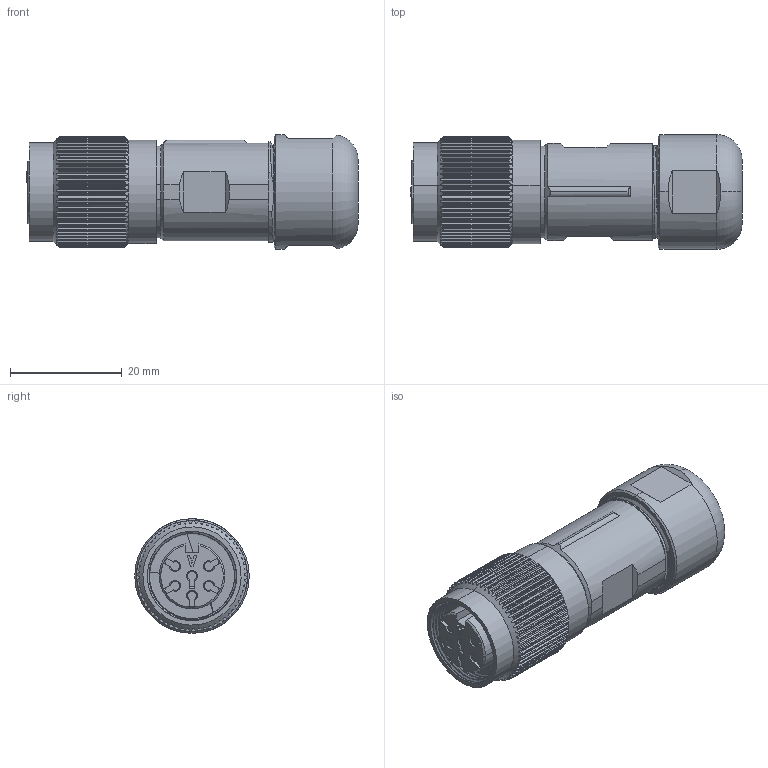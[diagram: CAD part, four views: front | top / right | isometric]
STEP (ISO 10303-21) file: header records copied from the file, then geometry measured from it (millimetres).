
FILE_DESCRIPTION(('HOOPS Exchange Step'),'2;1');
FILE_NAME('export-67C3A623-F0E9-4F59-AE98-A6C1E6A648CD.stp','2025-01-02T16:50:36+01:00',('Gebruiker'),('Alibre'),'HOOPS Exchange 2023.0','Alibre','Unknown authorisation');
FILE_SCHEMA( ('AP242_MANAGED_MODEL_BASED_3D_ENGINEERING_MIM_LF {1 0 10303 442 1 1 4 }') );
Length unit declared in the file: millimetre
Products named in the file (1): 7101 300050 - M16 6-pole Straight Female Shielded Connector, cable diameter 8-10.5mm
Bounding box: 59.47 x 20.5 x 20.5 mm (x, y, z)
Surface area: 6027.3 mm2 (no closed solid volume)
Topology: 0 solids, 573 shells, 618 faces, 3437 edges, 3487 vertices
Faces by surface type: cylinder 340, plane 225, cone 33, bspline 18, torus 2
Entity records: 63691 total; most frequent: CARTESIAN_POINT 40088, DIRECTION 3562, ORIENTED_EDGE 3507, EDGE_CURVE 3437, VERTEX_POINT 3367, VECTOR 1248, LINE 1248, AXIS2_PLACEMENT_3D 1157
